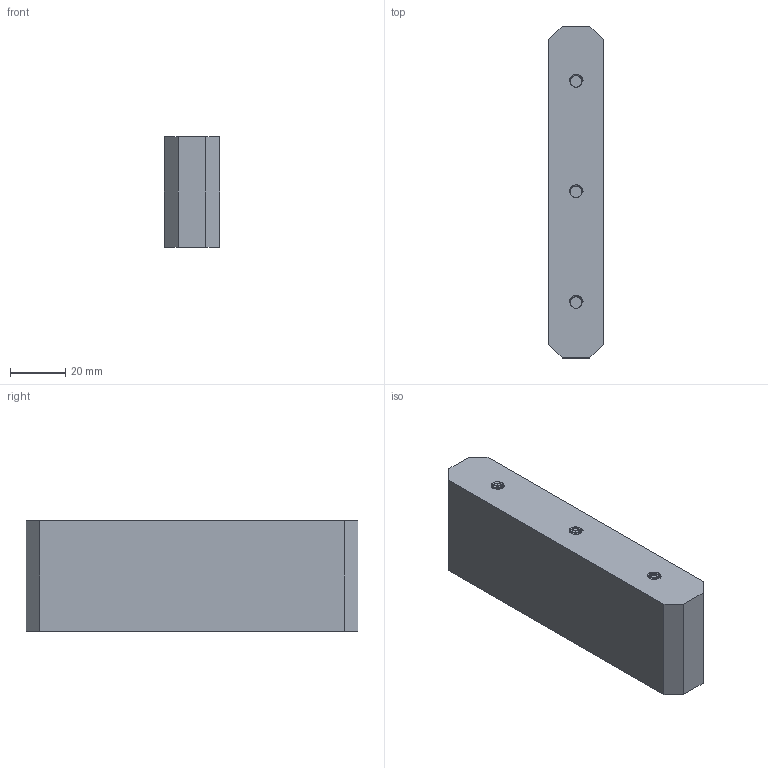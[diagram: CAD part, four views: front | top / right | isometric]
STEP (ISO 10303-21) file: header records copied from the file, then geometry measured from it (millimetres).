
FILE_DESCRIPTION(/* description */ (''),/* implementation_level */ '2;1');
FILE_NAME(/* name */ 'SupportIntermediaire.step',/* time_stamp */ '2021-06-28T11:15:45+02:00',/* author */ (''),/* organization */ (''),/* preprocessor_version */ 'ST-DEVELOPER v18.1',/* originating_system */ 'Autodesk Translation Framework v10.9.0.1377',/* authorisation */ '');
FILE_SCHEMA (('AUTOMOTIVE_DESIGN { 1 0 10303 214 3 1 1 }'));
Length unit declared in the file: millimetre
Products named in the file (1): SupportIntermediaire
Bounding box: 20 x 120 x 40 mm (x, y, z)
Volume: 92702.3 mm3; surface area: 17290.5 mm2
Topology: 1 solids, 1 shells, 238 faces, 690 edges, 460 vertices
Faces by surface type: cylinder 210, plane 16, bspline 12
Full cylindrical faces by diameter (mm): 4.234 x30, 5.12 x30
Entity records: 20283 total; most frequent: CARTESIAN_POINT 14847, ORIENTED_EDGE 1380, DIRECTION 736, EDGE_CURVE 690, VERTEX_POINT 460, B_SPLINE_CURVE_WITH_KNOTS 438, AXIS2_PLACEMENT_3D 257, EDGE_LOOP 244
